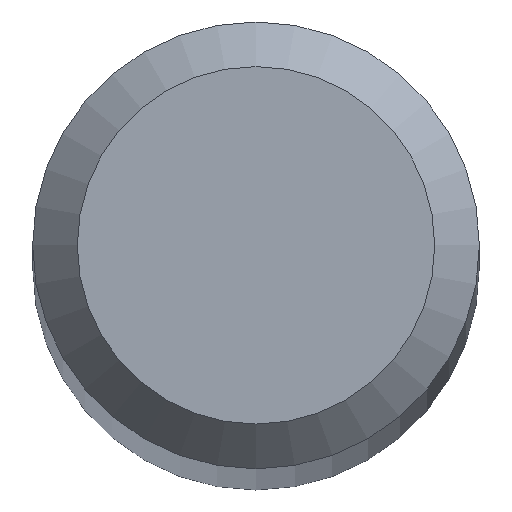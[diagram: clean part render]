
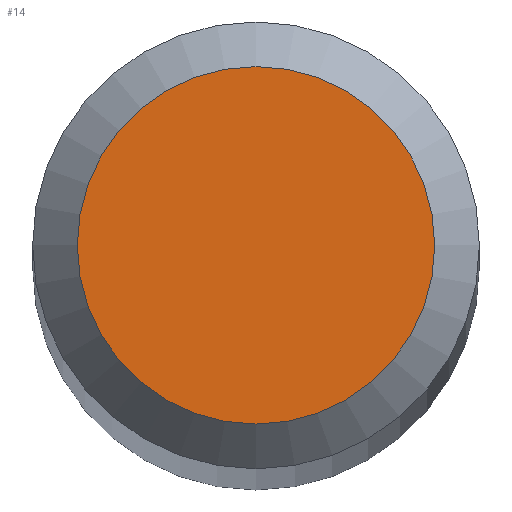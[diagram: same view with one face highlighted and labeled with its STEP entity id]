
A CAD part, top view. The second image highlights one B-rep face of the part: STEP entity #14.
In plain terms, the highlighted planar face has unit normal (0, 0, 1).
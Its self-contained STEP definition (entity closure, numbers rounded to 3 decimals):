
#14 = ADVANCED_FACE ( 'NONE', ( #117 ), #181, .F. ) ;
#20 = AXIS2_PLACEMENT_3D ( 'NONE', #151, #75, #189 ) ;
#39 = AXIS2_PLACEMENT_3D ( 'NONE', #57, #58, #125 ) ;
#57 = CARTESIAN_POINT ( 'NONE',  ( 0., 0., 30. ) ) ;
#58 = DIRECTION ( 'NONE',  ( 0., 0., -1. ) ) ;
#75 = DIRECTION ( 'NONE',  ( 0., 0., -1. ) ) ;
#79 = VERTEX_POINT ( 'NONE', #130 ) ;
#117 = FACE_OUTER_BOUND ( 'NONE', #202, .T. ) ;
#125 = DIRECTION ( 'NONE',  ( 0., 1., 0. ) ) ;
#128 = CIRCLE ( 'NONE', #39, 0.4 ) ;
#130 = CARTESIAN_POINT ( 'NONE',  ( 0., 0.4, 30. ) ) ;
#151 = CARTESIAN_POINT ( 'NONE',  ( 0., 0., 30. ) ) ;
#181 = PLANE ( 'NONE',  #20 ) ;
#189 = DIRECTION ( 'NONE',  ( 0., 1., 0. ) ) ;
#202 = EDGE_LOOP ( 'NONE', ( #213 ) ) ;
#213 = ORIENTED_EDGE ( 'NONE', *, *, #222, .F. ) ;
#222 = EDGE_CURVE ( 'NONE', #79, #79, #128, .T. ) ;
